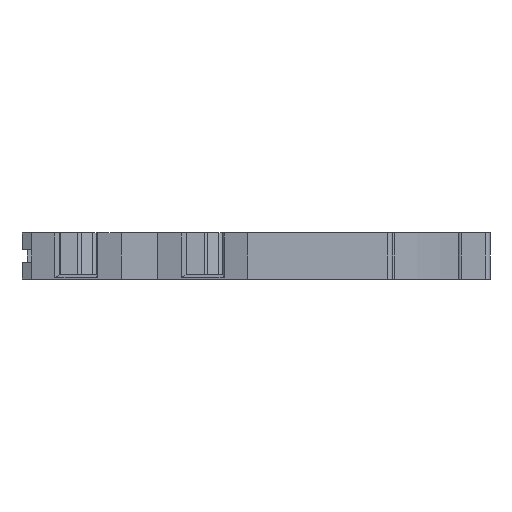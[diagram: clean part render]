
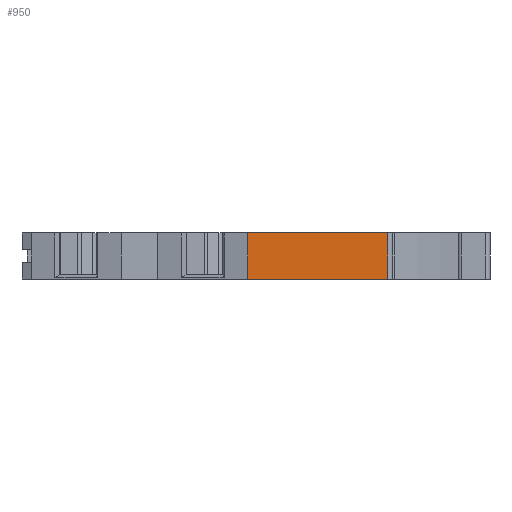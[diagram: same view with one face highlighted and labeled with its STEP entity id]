
A CAD part, left-side view. The second image highlights one B-rep face of the part: STEP entity #950.
In plain terms, the highlighted planar face has unit normal (-1, 0, 0).
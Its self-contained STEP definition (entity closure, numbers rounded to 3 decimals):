
#950=ADVANCED_FACE('',(#1649),#1262,.T.);
#1262=PLANE('',#9642);
#1649=FACE_OUTER_BOUND('',#2124,.T.);
#2124=EDGE_LOOP('',(#4526,#4527,#4528,#4529));
#4526=ORIENTED_EDGE('',*,*,#7156,.T.);
#4527=ORIENTED_EDGE('',*,*,#6647,.T.);
#4528=ORIENTED_EDGE('',*,*,#7184,.T.);
#4529=ORIENTED_EDGE('',*,*,#6260,.F.);
#5377=VERTEX_POINT('',#12684);
#5378=VERTEX_POINT('',#12686);
#5674=VERTEX_POINT('',#14782);
#5675=VERTEX_POINT('',#14784);
#6260=EDGE_CURVE('',#5377,#5378,#7517,.T.);
#6647=EDGE_CURVE('',#5675,#5674,#7751,.T.);
#7156=EDGE_CURVE('',#5377,#5675,#8045,.T.);
#7184=EDGE_CURVE('',#5674,#5378,#8069,.T.);
#7517=LINE('',#12685,#8348);
#7751=LINE('',#14783,#8582);
#8045=LINE('',#19631,#8876);
#8069=LINE('',#19687,#8900);
#8348=VECTOR('',#10122,1.);
#8582=VECTOR('',#10766,1.);
#8876=VECTOR('',#11644,1.);
#8900=VECTOR('',#11708,1.);
#9642=AXIS2_PLACEMENT_3D('',#19688,#11709,#11710);
#10122=DIRECTION('',(0.,-1.,0.));
#10766=DIRECTION('',(0.,-1.,0.));
#11644=DIRECTION('',(0.,0.,-1.));
#11708=DIRECTION('',(0.,0.,1.));
#11709=DIRECTION('',(-1.,0.,0.));
#11710=DIRECTION('',(0.,0.,1.));
#12684=CARTESIAN_POINT('',(-37.7,20.,0.));
#12685=CARTESIAN_POINT('',(-37.7,20.,0.));
#12686=CARTESIAN_POINT('',(-37.7,4.5,0.));
#14782=CARTESIAN_POINT('',(-37.7,4.5,-5.1));
#14783=CARTESIAN_POINT('',(-37.7,20.,-5.1));
#14784=CARTESIAN_POINT('',(-37.7,20.,-5.1));
#19631=CARTESIAN_POINT('',(-37.7,20.,0.));
#19687=CARTESIAN_POINT('',(-37.7,4.5,-5.1));
#19688=CARTESIAN_POINT('',(-37.7,20.,0.));
